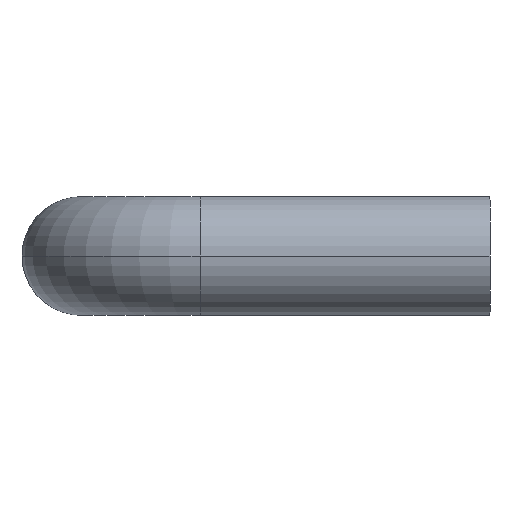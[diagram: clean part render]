
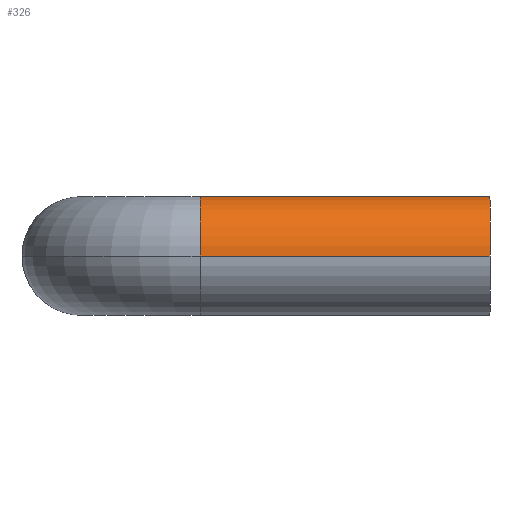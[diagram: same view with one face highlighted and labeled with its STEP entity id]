
A CAD part, left-side view. The second image highlights one B-rep face of the part: STEP entity #326.
In plain terms, the highlighted cylindrical face has radius 4 mm (diameter 8 mm), a partial arc.
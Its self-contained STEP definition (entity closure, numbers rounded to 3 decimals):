
#7 = VERTEX_POINT ( 'NONE', #161 ) ;
#8 = ORIENTED_EDGE ( 'NONE', *, *, #122, .F. ) ;
#19 = CIRCLE ( 'NONE', #218, 4. ) ;
#51 = EDGE_LOOP ( 'NONE', ( #354, #199, #309, #8 ) ) ;
#53 = DIRECTION ( 'NONE',  ( 1., 0., 0. ) ) ;
#56 = CARTESIAN_POINT ( 'NONE',  ( -52., 0., 0. ) ) ;
#64 = CYLINDRICAL_SURFACE ( 'NONE', #535, 4. ) ;
#68 = AXIS2_PLACEMENT_3D ( 'NONE', #182, #135, #634 ) ;
#77 = DIRECTION ( 'NONE',  ( 0., 0., 1. ) ) ;
#109 = DIRECTION ( 'NONE',  ( 0., -1., 0. ) ) ;
#122 = EDGE_CURVE ( 'NONE', #7, #152, #374, .T. ) ;
#135 = DIRECTION ( 'NONE',  ( 0., -1., 0. ) ) ;
#138 = EDGE_CURVE ( 'NONE', #152, #244, #156, .T. ) ;
#152 = VERTEX_POINT ( 'NONE', #531 ) ;
#156 = CIRCLE ( 'NONE', #68, 4. ) ;
#160 = CARTESIAN_POINT ( 'NONE',  ( -52., 19.5, 0. ) ) ;
#161 = CARTESIAN_POINT ( 'NONE',  ( -44., 19.5, 0. ) ) ;
#170 = EDGE_CURVE ( 'NONE', #7, #197, #19, .T. ) ;
#171 = DIRECTION ( 'NONE',  ( 0., -1., 0. ) ) ;
#182 = CARTESIAN_POINT ( 'NONE',  ( -48., 0., 0. ) ) ;
#197 = VERTEX_POINT ( 'NONE', #160 ) ;
#199 = ORIENTED_EDGE ( 'NONE', *, *, #303, .T. ) ;
#218 = AXIS2_PLACEMENT_3D ( 'NONE', #382, #583, #77 ) ;
#244 = VERTEX_POINT ( 'NONE', #56 ) ;
#254 = VECTOR ( 'NONE', #171, 1000. ) ;
#303 = EDGE_CURVE ( 'NONE', #197, #244, #501, .T. ) ;
#309 = ORIENTED_EDGE ( 'NONE', *, *, #138, .F. ) ;
#326 = ADVANCED_FACE ( 'NONE', ( #514 ), #64, .T. ) ;
#354 = ORIENTED_EDGE ( 'NONE', *, *, #170, .T. ) ;
#374 = LINE ( 'NONE', #626, #639 ) ;
#382 = CARTESIAN_POINT ( 'NONE',  ( -48., 19.5, 0. ) ) ;
#501 = LINE ( 'NONE', #621, #254 ) ;
#514 = FACE_OUTER_BOUND ( 'NONE', #51, .T. ) ;
#531 = CARTESIAN_POINT ( 'NONE',  ( -44., 0., 0. ) ) ;
#535 = AXIS2_PLACEMENT_3D ( 'NONE', #553, #109, #53 ) ;
#553 = CARTESIAN_POINT ( 'NONE',  ( -48., 19.5, 0. ) ) ;
#575 = DIRECTION ( 'NONE',  ( 0., -1., 0. ) ) ;
#583 = DIRECTION ( 'NONE',  ( 0., -1., 0. ) ) ;
#621 = CARTESIAN_POINT ( 'NONE',  ( -52., 19.5, 0. ) ) ;
#626 = CARTESIAN_POINT ( 'NONE',  ( -44., 19.5, 0. ) ) ;
#634 = DIRECTION ( 'NONE',  ( 0., 0., 1. ) ) ;
#639 = VECTOR ( 'NONE', #575, 1000. ) ;
